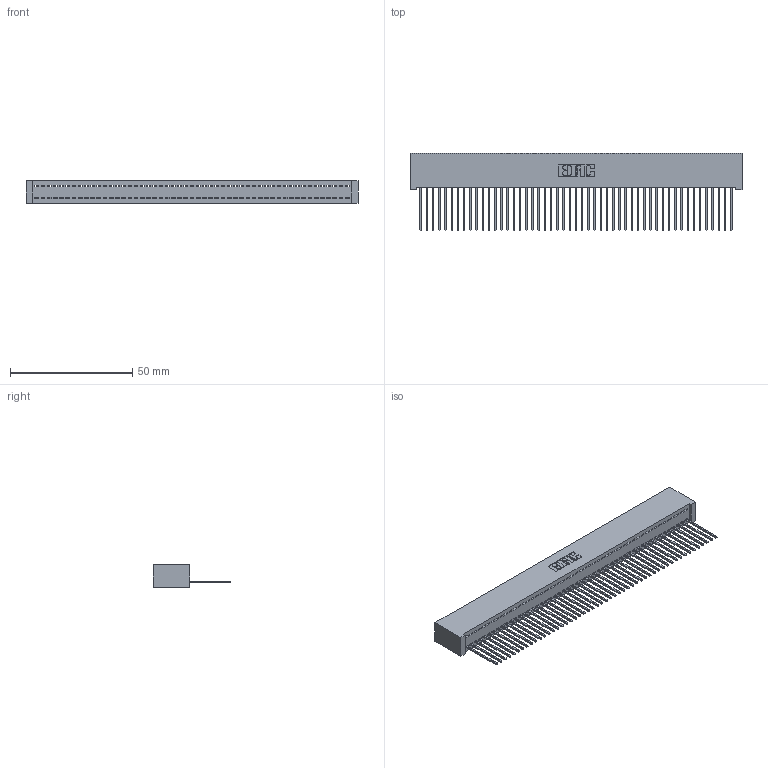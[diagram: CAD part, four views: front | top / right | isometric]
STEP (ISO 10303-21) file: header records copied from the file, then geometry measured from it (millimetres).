
FILE_DESCRIPTION (( 'STEP AP203' ), '1' );
FILE_NAME ('342-051-542-101.STEP', '2018-08-12T21:01:44', ( '' ), ( '' ), 'SwSTEP 2.0', 'SolidWorks 2016', '' );
FILE_SCHEMA (( 'CONFIG_CONTROL_DESIGN' ));
Length unit declared in the file: inch
Products named in the file (3): 342 Part_Lugless; 345-292-001_345-293-142; 342-051-542-101
Assembly tree (52 placements, depth 2):
  342-051-542-101
    342 Part_Lugless
    345-292-001_345-293-142  x51
Bounding box: 135.79 x 31.63 x 9.4 mm (x, y, z)
Volume: 12461.5 mm3; surface area: 19482.5 mm2
Topology: 52 solids, 52 shells, 3060 faces, 9251 edges, 6098 vertices
Faces by surface type: plane 2204, cylinder 856
Entity records: 29623 total; most frequent: CARTESIAN_POINT 5115, ORIENTED_EDGE 5102, DIRECTION 4289, EDGE_CURVE 2551, VECTOR 2431, LINE 2431, VERTEX_POINT 1698, AXIS2_PLACEMENT_3D 929
